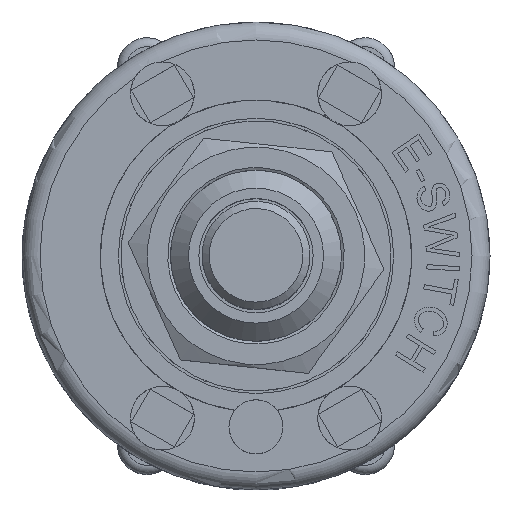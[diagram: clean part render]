
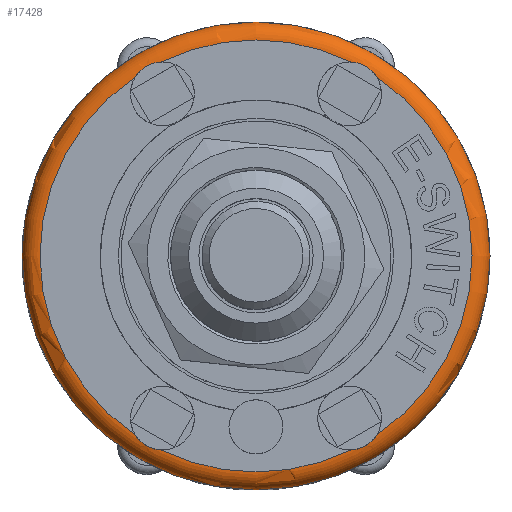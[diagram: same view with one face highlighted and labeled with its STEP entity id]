
A CAD part, top view. The second image highlights one B-rep face of the part: STEP entity #17428.
In plain terms, the highlighted toroidal (fillet/blend) face has major radius 12 mm and minor radius 1 mm.
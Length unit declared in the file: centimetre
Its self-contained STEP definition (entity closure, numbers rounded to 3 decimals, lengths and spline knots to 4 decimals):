
#26=TOROIDAL_SURFACE('',#18490,1.2,0.1);
#677=B_SPLINE_CURVE_WITH_KNOTS('',3,(#29881,#29882,#29883,#29884,#29885,
#29886,#29887,#29888,#29889,#29890,#29891,#29892),.UNSPECIFIED.,.F.,.F.,
(4,2,2,2,2,4),(-0.2692,-0.2446,-0.216,
-0.1921,-0.1645,-0.1357),.UNSPECIFIED.);
#678=B_SPLINE_CURVE_WITH_KNOTS('',3,(#29904,#29905,#29906,#29907,#29908,
#29909,#29910,#29911,#29912,#29913,#29914,#29915),.UNSPECIFIED.,.F.,.F.,
(4,2,2,2,2,4),(-0.2692,-0.2446,-0.216,
-0.1921,-0.1645,-0.1357),.UNSPECIFIED.);
#679=B_SPLINE_CURVE_WITH_KNOTS('',3,(#29932,#29933,#29934,#29935,#29936,
#29937,#29938,#29939,#29940,#29941,#29942,#29943),.UNSPECIFIED.,.F.,.F.,
(4,2,2,2,2,4),(-0.2692,-0.2446,-0.216,
-0.1921,-0.1645,-0.1357),.UNSPECIFIED.);
#680=B_SPLINE_CURVE_WITH_KNOTS('',3,(#29965,#29966,#29967,#29968,#29969,
#29970,#29971,#29972,#29973,#29974,#29975,#29976),.UNSPECIFIED.,.F.,.F.,
(4,2,2,2,2,4),(-0.2692,-0.2446,-0.216,
-0.1921,-0.1645,-0.1357),.UNSPECIFIED.);
#2276=FACE_OUTER_BOUND('',#3295,.T.);
#3295=EDGE_LOOP('',(#16220,#16221,#16222,#16223,#16224,#16225,#16226,#16227,
#16228,#16229,#16230,#16231));
#7282=CIRCLE('',#18443,1.3);
#7309=CIRCLE('',#18491,0.1);
#7310=CIRCLE('',#18492,1.2);
#7311=CIRCLE('',#18493,1.2);
#7312=CIRCLE('',#18494,1.2);
#7313=CIRCLE('',#18495,1.2);
#7314=CIRCLE('',#18496,1.2);
#8934=VERTEX_POINT('',#29843);
#8942=VERTEX_POINT('',#29879);
#8943=VERTEX_POINT('',#29880);
#8946=VERTEX_POINT('',#29902);
#8947=VERTEX_POINT('',#29903);
#8952=VERTEX_POINT('',#29930);
#8953=VERTEX_POINT('',#29931);
#8960=VERTEX_POINT('',#29963);
#8961=VERTEX_POINT('',#29964);
#8964=VERTEX_POINT('',#29986);
#11398=EDGE_CURVE('',#8934,#8934,#7282,.T.);
#11416=EDGE_CURVE('',#8942,#8943,#677,.T.);
#11422=EDGE_CURVE('',#8946,#8947,#678,.T.);
#11430=EDGE_CURVE('',#8952,#8953,#679,.T.);
#11440=EDGE_CURVE('',#8960,#8961,#680,.T.);
#11446=EDGE_CURVE('',#8934,#8964,#7309,.T.);
#11447=EDGE_CURVE('',#8964,#8952,#7310,.T.);
#11448=EDGE_CURVE('',#8953,#8946,#7311,.T.);
#11449=EDGE_CURVE('',#8947,#8942,#7312,.T.);
#11450=EDGE_CURVE('',#8943,#8960,#7313,.T.);
#11451=EDGE_CURVE('',#8961,#8964,#7314,.T.);
#16220=ORIENTED_EDGE('',*,*,#11398,.T.);
#16221=ORIENTED_EDGE('',*,*,#11446,.T.);
#16222=ORIENTED_EDGE('',*,*,#11447,.T.);
#16223=ORIENTED_EDGE('',*,*,#11430,.T.);
#16224=ORIENTED_EDGE('',*,*,#11448,.T.);
#16225=ORIENTED_EDGE('',*,*,#11422,.T.);
#16226=ORIENTED_EDGE('',*,*,#11449,.T.);
#16227=ORIENTED_EDGE('',*,*,#11416,.T.);
#16228=ORIENTED_EDGE('',*,*,#11450,.T.);
#16229=ORIENTED_EDGE('',*,*,#11440,.T.);
#16230=ORIENTED_EDGE('',*,*,#11451,.T.);
#16231=ORIENTED_EDGE('',*,*,#11446,.F.);
#17428=ADVANCED_FACE('',(#2276),#26,.T.);
#18443=AXIS2_PLACEMENT_3D('',#29844,#22254,#22255);
#18490=AXIS2_PLACEMENT_3D('',#29985,#22365,#22366);
#18491=AXIS2_PLACEMENT_3D('',#29987,#22367,#22368);
#18492=AXIS2_PLACEMENT_3D('',#29988,#22369,#22370);
#18493=AXIS2_PLACEMENT_3D('',#29989,#22371,#22372);
#18494=AXIS2_PLACEMENT_3D('',#29990,#22373,#22374);
#18495=AXIS2_PLACEMENT_3D('',#29991,#22375,#22376);
#18496=AXIS2_PLACEMENT_3D('',#29992,#22377,#22378);
#22254=DIRECTION('center_axis',(0.,0.,1.));
#22255=DIRECTION('ref_axis',(-1.,0.,0.));
#22365=DIRECTION('center_axis',(0.,0.,-1.));
#22366=DIRECTION('ref_axis',(-1.,0.,0.));
#22367=DIRECTION('center_axis',(0.,-1.,0.));
#22368=DIRECTION('ref_axis',(1.,0.,0.));
#22369=DIRECTION('center_axis',(0.,0.,-1.));
#22370=DIRECTION('ref_axis',(-1.,0.,0.));
#22371=DIRECTION('center_axis',(0.,0.,-1.));
#22372=DIRECTION('ref_axis',(-1.,0.,0.));
#22373=DIRECTION('center_axis',(0.,0.,-1.));
#22374=DIRECTION('ref_axis',(-1.,0.,0.));
#22375=DIRECTION('center_axis',(0.,0.,-1.));
#22376=DIRECTION('ref_axis',(-1.,0.,0.));
#22377=DIRECTION('center_axis',(0.,0.,-1.));
#22378=DIRECTION('ref_axis',(-1.,0.,0.));
#29843=CARTESIAN_POINT('',(1.3,0.,0.95));
#29844=CARTESIAN_POINT('Origin',(0.,0.,0.95));
#29879=CARTESIAN_POINT('',(-0.67,0.9955,1.05));
#29880=CARTESIAN_POINT('',(-0.5271,1.078,1.05));
#29881=CARTESIAN_POINT('Ctrl Pts',(-0.67,0.9955,
1.05));
#29882=CARTESIAN_POINT('Ctrl Pts',(-0.6646,1.0041,
1.05));
#29883=CARTESIAN_POINT('Ctrl Pts',(-0.6583,1.0124,
1.0498));
#29884=CARTESIAN_POINT('Ctrl Pts',(-0.6428,1.0294,
1.0491));
#29885=CARTESIAN_POINT('Ctrl Pts',(-0.6335,1.0377,
1.0488));
#29886=CARTESIAN_POINT('Ctrl Pts',(-0.615,1.051,1.0484));
#29887=CARTESIAN_POINT('Ctrl Pts',(-0.6061,1.0563,
1.0484));
#29888=CARTESIAN_POINT('Ctrl Pts',(-0.5859,1.0659,1.0487));
#29889=CARTESIAN_POINT('Ctrl Pts',(-0.5747,1.07,1.049));
#29890=CARTESIAN_POINT('Ctrl Pts',(-0.551,1.0759,1.0497));
#29891=CARTESIAN_POINT('Ctrl Pts',(-0.539,1.0775,
1.05));
#29892=CARTESIAN_POINT('Ctrl Pts',(-0.5271,1.078,
1.05));
#29902=CARTESIAN_POINT('',(-0.5271,-1.078,1.05));
#29903=CARTESIAN_POINT('',(-0.67,-0.9955,1.05));
#29904=CARTESIAN_POINT('Ctrl Pts',(-0.5271,-1.078,
1.05));
#29905=CARTESIAN_POINT('Ctrl Pts',(-0.5373,-1.0776,
1.05));
#29906=CARTESIAN_POINT('Ctrl Pts',(-0.5476,-1.0763,
1.0498));
#29907=CARTESIAN_POINT('Ctrl Pts',(-0.5701,-1.0714,1.0491));
#29908=CARTESIAN_POINT('Ctrl Pts',(-0.5819,-1.0675,
1.0488));
#29909=CARTESIAN_POINT('Ctrl Pts',(-0.6027,-1.0581,
1.0484));
#29910=CARTESIAN_POINT('Ctrl Pts',(-0.6117,-1.053,
1.0484));
#29911=CARTESIAN_POINT('Ctrl Pts',(-0.6301,-1.0404,
1.0487));
#29912=CARTESIAN_POINT('Ctrl Pts',(-0.6393,-1.0327,
1.049));
#29913=CARTESIAN_POINT('Ctrl Pts',(-0.6562,-1.0151,
1.0497));
#29914=CARTESIAN_POINT('Ctrl Pts',(-0.6637,-1.0055,
1.05));
#29915=CARTESIAN_POINT('Ctrl Pts',(-0.67,-0.9955,
1.05));
#29930=CARTESIAN_POINT('',(0.67,-0.9955,1.05));
#29931=CARTESIAN_POINT('',(0.5271,-1.078,1.05));
#29932=CARTESIAN_POINT('Ctrl Pts',(0.67,-0.9955,
1.05));
#29933=CARTESIAN_POINT('Ctrl Pts',(0.6646,-1.0041,
1.05));
#29934=CARTESIAN_POINT('Ctrl Pts',(0.6583,-1.0124,
1.0498));
#29935=CARTESIAN_POINT('Ctrl Pts',(0.6428,-1.0294,
1.0491));
#29936=CARTESIAN_POINT('Ctrl Pts',(0.6335,-1.0377,
1.0488));
#29937=CARTESIAN_POINT('Ctrl Pts',(0.615,-1.051,
1.0484));
#29938=CARTESIAN_POINT('Ctrl Pts',(0.6061,-1.0563,
1.0484));
#29939=CARTESIAN_POINT('Ctrl Pts',(0.5859,-1.0659,1.0487));
#29940=CARTESIAN_POINT('Ctrl Pts',(0.5747,-1.07,1.049));
#29941=CARTESIAN_POINT('Ctrl Pts',(0.551,-1.0759,
1.0497));
#29942=CARTESIAN_POINT('Ctrl Pts',(0.539,-1.0775,
1.05));
#29943=CARTESIAN_POINT('Ctrl Pts',(0.5271,-1.078,
1.05));
#29963=CARTESIAN_POINT('',(0.5271,1.078,1.05));
#29964=CARTESIAN_POINT('',(0.67,0.9955,1.05));
#29965=CARTESIAN_POINT('Ctrl Pts',(0.5271,1.078,1.05));
#29966=CARTESIAN_POINT('Ctrl Pts',(0.5373,1.0776,1.05));
#29967=CARTESIAN_POINT('Ctrl Pts',(0.5476,1.0763,1.0498));
#29968=CARTESIAN_POINT('Ctrl Pts',(0.5701,1.0714,1.0491));
#29969=CARTESIAN_POINT('Ctrl Pts',(0.5819,1.0675,1.0488));
#29970=CARTESIAN_POINT('Ctrl Pts',(0.6027,1.0581,1.0484));
#29971=CARTESIAN_POINT('Ctrl Pts',(0.6117,1.053,1.0484));
#29972=CARTESIAN_POINT('Ctrl Pts',(0.6301,1.0404,1.0487));
#29973=CARTESIAN_POINT('Ctrl Pts',(0.6393,1.0327,1.049));
#29974=CARTESIAN_POINT('Ctrl Pts',(0.6562,1.0151,1.0497));
#29975=CARTESIAN_POINT('Ctrl Pts',(0.6637,1.0055,1.05));
#29976=CARTESIAN_POINT('Ctrl Pts',(0.67,0.9955,
1.05));
#29985=CARTESIAN_POINT('Origin',(0.,0.,0.95));
#29986=CARTESIAN_POINT('',(1.2,0.,1.05));
#29987=CARTESIAN_POINT('Origin',(1.2,0.,0.95));
#29988=CARTESIAN_POINT('Origin',(0.,0.,1.05));
#29989=CARTESIAN_POINT('Origin',(0.,0.,1.05));
#29990=CARTESIAN_POINT('Origin',(0.,0.,1.05));
#29991=CARTESIAN_POINT('Origin',(0.,0.,1.05));
#29992=CARTESIAN_POINT('Origin',(0.,0.,1.05));
